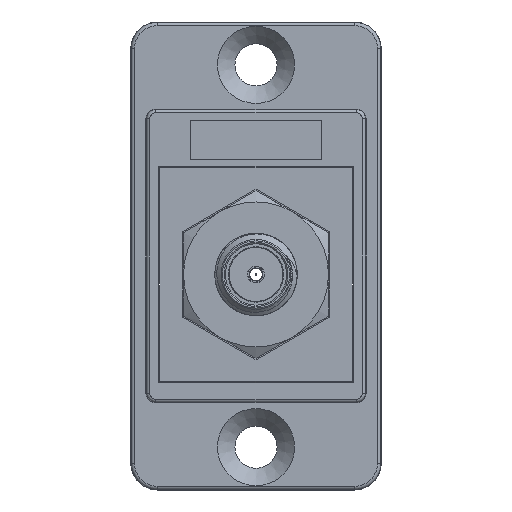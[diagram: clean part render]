
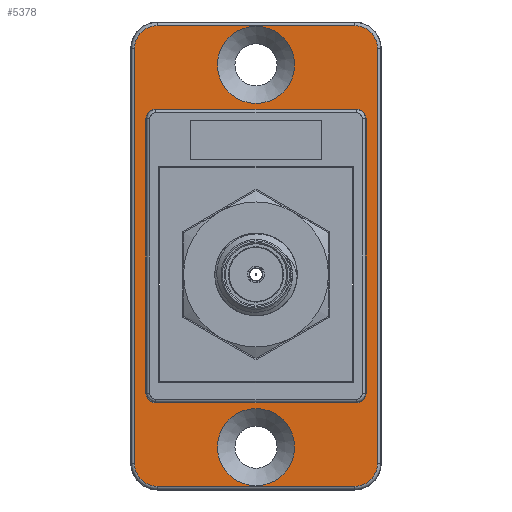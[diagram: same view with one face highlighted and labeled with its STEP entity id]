
A CAD part, front view. The second image highlights one B-rep face of the part: STEP entity #5378.
In plain terms, the highlighted planar face has unit normal (0, -1, 0).
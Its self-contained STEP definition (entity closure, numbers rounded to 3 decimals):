
#85=FACE_BOUND('',#715,.T.);
#86=FACE_BOUND('',#716,.T.);
#87=FACE_BOUND('',#717,.T.);
#148=PLANE('',#5733);
#414=FACE_OUTER_BOUND('',#714,.T.);
#714=EDGE_LOOP('',(#3781,#3782,#3783,#3784,#3785,#3786,#3787,#3788));
#715=EDGE_LOOP('',(#3789,#3790,#3791,#3792,#3793,#3794,#3795,#3796));
#716=EDGE_LOOP('',(#3797));
#717=EDGE_LOOP('',(#3798));
#982=CIRCLE('',#5697,0.75);
#983=CIRCLE('',#5700,0.75);
#987=CIRCLE('',#5708,1.714);
#991=CIRCLE('',#5714,1.714);
#995=CIRCLE('',#5720,1.714);
#999=CIRCLE('',#5726,1.714);
#1002=CIRCLE('',#5734,0.75);
#1003=CIRCLE('',#5735,0.75);
#1004=CIRCLE('',#5736,2.925);
#1005=CIRCLE('',#5737,2.925);
#1344=LINE('',#9496,#1788);
#1347=LINE('',#9504,#1791);
#1356=LINE('',#9527,#1800);
#1357=LINE('',#9538,#1801);
#1359=LINE('',#9550,#1803);
#1361=LINE('',#9562,#1805);
#1370=LINE('',#9587,#1814);
#1371=LINE('',#9591,#1815);
#1788=VECTOR('',#6349,10.);
#1791=VECTOR('',#6358,10.);
#1800=VECTOR('',#6375,10.);
#1801=VECTOR('',#6388,10.);
#1803=VECTOR('',#6402,10.);
#1805=VECTOR('',#6416,10.);
#1814=VECTOR('',#6445,10.);
#1815=VECTOR('',#6448,10.);
#2268=VERTEX_POINT('',#9488);
#2269=VERTEX_POINT('',#9490);
#2270=VERTEX_POINT('',#9494);
#2271=VERTEX_POINT('',#9498);
#2272=VERTEX_POINT('',#9502);
#2279=VERTEX_POINT('',#9520);
#2282=VERTEX_POINT('',#9525);
#2284=VERTEX_POINT('',#9530);
#2286=VERTEX_POINT('',#9536);
#2288=VERTEX_POINT('',#9542);
#2290=VERTEX_POINT('',#9548);
#2292=VERTEX_POINT('',#9554);
#2294=VERTEX_POINT('',#9560);
#2300=VERTEX_POINT('',#9586);
#2301=VERTEX_POINT('',#9588);
#2302=VERTEX_POINT('',#9590);
#2303=VERTEX_POINT('',#9593);
#2304=VERTEX_POINT('',#9595);
#2822=EDGE_CURVE('',#2268,#2269,#982,.F.);
#2825=EDGE_CURVE('',#2270,#2268,#1344,.T.);
#2827=EDGE_CURVE('',#2271,#2270,#983,.F.);
#2829=EDGE_CURVE('',#2272,#2271,#1347,.T.);
#2840=EDGE_CURVE('',#2282,#2279,#1356,.T.);
#2842=EDGE_CURVE('',#2284,#2282,#987,.T.);
#2845=EDGE_CURVE('',#2286,#2284,#1357,.T.);
#2848=EDGE_CURVE('',#2288,#2286,#991,.T.);
#2851=EDGE_CURVE('',#2290,#2288,#1359,.T.);
#2854=EDGE_CURVE('',#2292,#2290,#995,.T.);
#2857=EDGE_CURVE('',#2294,#2292,#1361,.T.);
#2860=EDGE_CURVE('',#2279,#2294,#999,.T.);
#2870=EDGE_CURVE('',#2269,#2300,#1370,.T.);
#2871=EDGE_CURVE('',#2301,#2272,#1002,.F.);
#2872=EDGE_CURVE('',#2302,#2301,#1371,.T.);
#2873=EDGE_CURVE('',#2300,#2302,#1003,.F.);
#2874=EDGE_CURVE('',#2303,#2303,#1004,.T.);
#2875=EDGE_CURVE('',#2304,#2304,#1005,.T.);
#3781=ORIENTED_EDGE('',*,*,#2840,.F.);
#3782=ORIENTED_EDGE('',*,*,#2842,.F.);
#3783=ORIENTED_EDGE('',*,*,#2845,.F.);
#3784=ORIENTED_EDGE('',*,*,#2848,.F.);
#3785=ORIENTED_EDGE('',*,*,#2851,.F.);
#3786=ORIENTED_EDGE('',*,*,#2854,.F.);
#3787=ORIENTED_EDGE('',*,*,#2857,.F.);
#3788=ORIENTED_EDGE('',*,*,#2860,.F.);
#3789=ORIENTED_EDGE('',*,*,#2870,.F.);
#3790=ORIENTED_EDGE('',*,*,#2822,.F.);
#3791=ORIENTED_EDGE('',*,*,#2825,.F.);
#3792=ORIENTED_EDGE('',*,*,#2827,.F.);
#3793=ORIENTED_EDGE('',*,*,#2829,.F.);
#3794=ORIENTED_EDGE('',*,*,#2871,.F.);
#3795=ORIENTED_EDGE('',*,*,#2872,.F.);
#3796=ORIENTED_EDGE('',*,*,#2873,.F.);
#3797=ORIENTED_EDGE('',*,*,#2874,.T.);
#3798=ORIENTED_EDGE('',*,*,#2875,.T.);
#5378=ADVANCED_FACE('',(#414,#85,#86,#87),#148,.T.);
#5697=AXIS2_PLACEMENT_3D('',#9491,#6343,#6344);
#5700=AXIS2_PLACEMENT_3D('',#9500,#6353,#6354);
#5708=AXIS2_PLACEMENT_3D('',#9532,#6380,#6381);
#5714=AXIS2_PLACEMENT_3D('',#9544,#6394,#6395);
#5720=AXIS2_PLACEMENT_3D('',#9556,#6408,#6409);
#5726=AXIS2_PLACEMENT_3D('',#9566,#6422,#6423);
#5733=AXIS2_PLACEMENT_3D('',#9585,#6443,#6444);
#5734=AXIS2_PLACEMENT_3D('',#9589,#6446,#6447);
#5735=AXIS2_PLACEMENT_3D('',#9592,#6449,#6450);
#5736=AXIS2_PLACEMENT_3D('',#9594,#6451,#6452);
#5737=AXIS2_PLACEMENT_3D('',#9596,#6453,#6454);
#6343=DIRECTION('center_axis',(0.,1.,0.));
#6344=DIRECTION('ref_axis',(0.707,0.,0.707));
#6349=DIRECTION('',(0.,0.,1.));
#6353=DIRECTION('center_axis',(0.,1.,0.));
#6354=DIRECTION('ref_axis',(0.707,0.,-0.707));
#6358=DIRECTION('',(1.,0.,0.));
#6375=DIRECTION('',(-1.,0.,0.));
#6380=DIRECTION('center_axis',(0.,1.,0.));
#6381=DIRECTION('ref_axis',(0.707,0.,-0.707));
#6388=DIRECTION('',(0.,0.,-1.));
#6394=DIRECTION('center_axis',(0.,1.,0.));
#6395=DIRECTION('ref_axis',(0.707,0.,0.707));
#6402=DIRECTION('',(1.,0.,0.));
#6408=DIRECTION('center_axis',(0.,1.,0.));
#6409=DIRECTION('ref_axis',(-0.707,0.,0.707));
#6416=DIRECTION('',(0.,0.,1.));
#6422=DIRECTION('center_axis',(0.,1.,0.));
#6423=DIRECTION('ref_axis',(-0.707,0.,-0.707));
#6443=DIRECTION('center_axis',(0.,-1.,0.));
#6444=DIRECTION('ref_axis',(0.,0.,-1.));
#6445=DIRECTION('',(-1.,0.,0.));
#6446=DIRECTION('center_axis',(0.,1.,0.));
#6447=DIRECTION('ref_axis',(-0.707,0.,-0.707));
#6448=DIRECTION('',(0.,0.,-1.));
#6449=DIRECTION('center_axis',(0.,1.,0.));
#6450=DIRECTION('ref_axis',(-0.707,0.,0.707));
#6451=DIRECTION('center_axis',(0.,1.,0.));
#6452=DIRECTION('ref_axis',(0.,0.,-1.));
#6453=DIRECTION('center_axis',(0.,1.,0.));
#6454=DIRECTION('ref_axis',(0.,0.,-1.));
#9488=CARTESIAN_POINT('',(8.35,-2.3,11.8));
#9490=CARTESIAN_POINT('',(7.6,-2.3,12.55));
#9491=CARTESIAN_POINT('Origin',(7.6,-2.3,11.8));
#9494=CARTESIAN_POINT('',(8.35,-2.3,-9.));
#9496=CARTESIAN_POINT('',(8.35,-2.3,6.975));
#9498=CARTESIAN_POINT('',(7.6,-2.3,-9.75));
#9500=CARTESIAN_POINT('Origin',(7.6,-2.3,-9.));
#9502=CARTESIAN_POINT('',(-7.6,-2.3,-9.75));
#9504=CARTESIAN_POINT('',(4.175,-2.3,-9.75));
#9520=CARTESIAN_POINT('',(-7.5,-2.3,-16.064));
#9525=CARTESIAN_POINT('',(7.5,-2.3,-16.064));
#9527=CARTESIAN_POINT('',(4.75,-2.3,-16.064));
#9530=CARTESIAN_POINT('',(9.214,-2.3,-14.35));
#9532=CARTESIAN_POINT('Origin',(7.5,-2.3,-14.35));
#9536=CARTESIAN_POINT('',(9.214,-2.3,17.15));
#9538=CARTESIAN_POINT('',(9.214,-2.3,10.275));
#9542=CARTESIAN_POINT('',(7.5,-2.3,18.864));
#9544=CARTESIAN_POINT('Origin',(7.5,-2.3,17.15));
#9548=CARTESIAN_POINT('',(-7.5,-2.3,18.864));
#9550=CARTESIAN_POINT('',(-4.75,-2.3,18.864));
#9554=CARTESIAN_POINT('',(-9.214,-2.3,17.15));
#9556=CARTESIAN_POINT('Origin',(-7.5,-2.3,17.15));
#9560=CARTESIAN_POINT('',(-9.214,-2.3,-14.35));
#9562=CARTESIAN_POINT('',(-9.214,-2.3,-7.475));
#9566=CARTESIAN_POINT('Origin',(-7.5,-2.3,-14.35));
#9585=CARTESIAN_POINT('Origin',(0.,-2.3,1.4));
#9586=CARTESIAN_POINT('',(-7.6,-2.3,12.55));
#9587=CARTESIAN_POINT('',(-4.175,-2.3,12.55));
#9588=CARTESIAN_POINT('',(-8.35,-2.3,-9.));
#9589=CARTESIAN_POINT('Origin',(-7.6,-2.3,-9.));
#9590=CARTESIAN_POINT('',(-8.35,-2.3,11.8));
#9591=CARTESIAN_POINT('',(-8.35,-2.3,-4.175));
#9592=CARTESIAN_POINT('Origin',(-7.6,-2.3,11.8));
#9593=CARTESIAN_POINT('',(0.,-2.3,18.825));
#9594=CARTESIAN_POINT('Origin',(0.,-2.3,15.9));
#9595=CARTESIAN_POINT('',(0.,-2.3,-10.175));
#9596=CARTESIAN_POINT('Origin',(0.,-2.3,-13.1));
